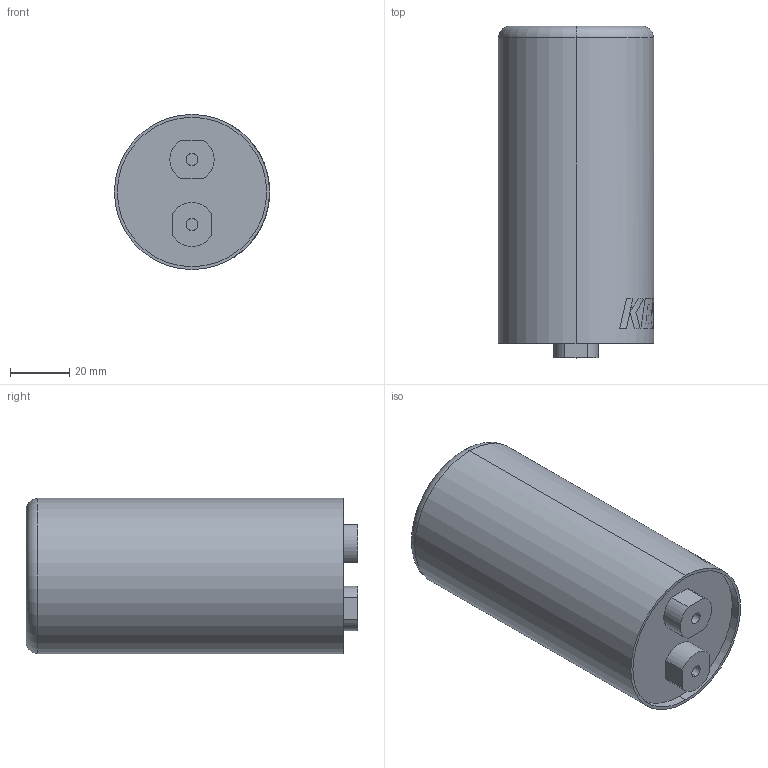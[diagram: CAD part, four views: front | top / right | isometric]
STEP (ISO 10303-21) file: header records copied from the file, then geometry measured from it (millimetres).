
FILE_DESCRIPTION (( 'STEP AP214' ), '1' );
FILE_NAME ('CARC_D52.6L104.5S22T4.9.STEP', '2016-08-02T16:51:07', ( '' ), ( '' ), 'SwSTEP 2.0', 'SolidWorks 2014', '' );
FILE_SCHEMA (( 'AUTOMOTIVE_DESIGN' ));
Length unit declared in the file: millimetre
Products named in the file (3): Can_3; Oval_Terminal_3; CARC_D52.6L104.5S22T4.9
Assembly tree (3 placements, depth 2):
  CARC_D52.6L104.5S22T4.9
    Can_3
    Oval_Terminal_3  x2
Bounding box: 52.6 x 112.4 x 52.6 mm (x, y, z)
Volume: 229860 mm3; surface area: 24161.8 mm2
Topology: 3 solids, 3 shells, 91 faces, 229 edges, 152 vertices
Faces by surface type: plane 38, bspline 30, cylinder 21, torus 2
Entity records: 2735 total; most frequent: CARTESIAN_POINT 903, ORIENTED_EDGE 404, DIRECTION 271, EDGE_CURVE 202, VERTEX_POINT 134, AXIS2_PLACEMENT_3D 126, B_SPLINE_CURVE_WITH_KNOTS 111, EDGE_LOOP 84
